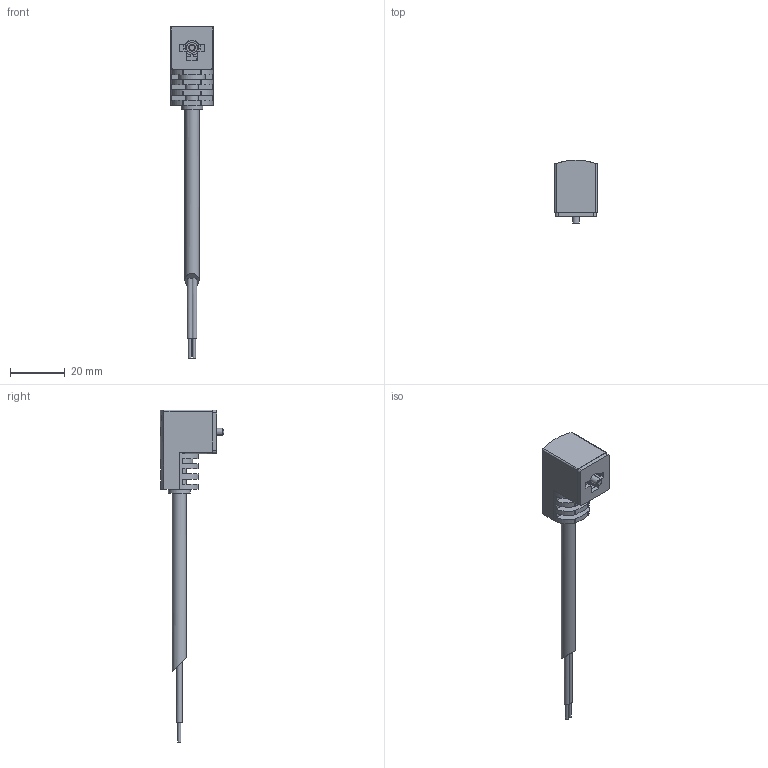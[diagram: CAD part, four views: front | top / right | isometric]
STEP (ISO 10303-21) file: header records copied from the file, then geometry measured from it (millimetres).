
FILE_DESCRIPTION(/* description */ ('STEP AP214'),/* implementation_level */ '2;1');
FILE_NAME(/* name */ '8032623_NEBV-C1SW2L-P-K-2_5-N-LE2-S9',/* time_stamp */ '2024-09-12T20:21:32+02:00',/* author */ ('License CC BY-ND 4.0'),/* organization */ ('CADENAS'),/* preprocessor_version */ 'ST-DEVELOPER v19.3',/* originating_system */ 'PARTsolutions',/* authorisation */ ' ');
FILE_SCHEMA (('AUTOMOTIVE_DESIGN {1 0 10303 214 3 1 1}'));
Length unit declared in the file: millimetre
Products named in the file (2): 8032623 NEBV-C1SW2L-P-K-2.5-N-LE2-S9; 8003577 NEBV-C1SW2L-K-LE2-S9---(P)
Assembly tree (1 placements, depth 2):
  8032623 NEBV-C1SW2L-P-K-2.5-N-LE2-S9
    8003577 NEBV-C1SW2L-K-LE2-S9---(P)
Bounding box: 15.5 x 23.3 x 121.85 mm (x, y, z)
Volume: 8371.6 mm3; surface area: 5053.8 mm2
Topology: 1 solids, 1 shells, 204 faces, 558 edges, 371 vertices
Faces by surface type: plane 156, cylinder 46, sphere 1, cone 1
Full cylindrical faces by diameter (mm): 1 x2, 2.5 x1, 4 x1, 5 x1, 5.2 x1, 8 x1
Entity records: 7870 total; most frequent: CARTESIAN_POINT 1144, ORIENTED_EDGE 1094, DIRECTION 1082, EDGE_CURVE 547, LINE 414, VECTOR 414, VERTEX_POINT 369, AXIS2_PLACEMENT_3D 334
